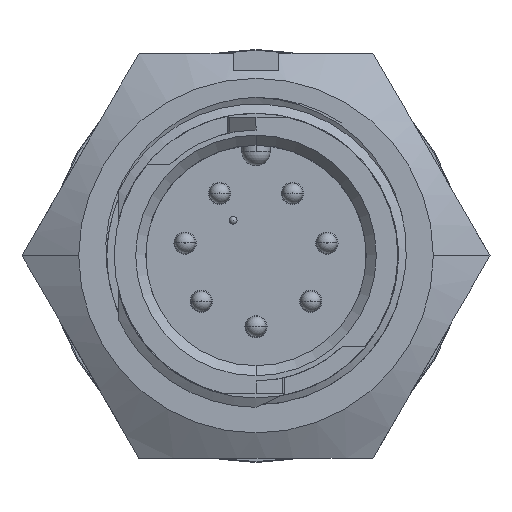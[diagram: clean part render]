
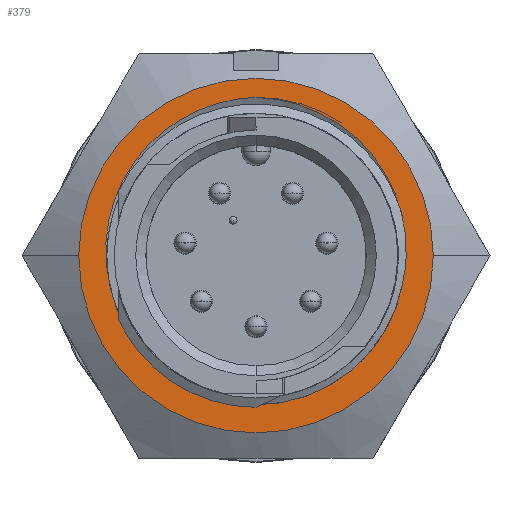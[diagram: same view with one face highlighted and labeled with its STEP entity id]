
A CAD part, top view. The second image highlights one B-rep face of the part: STEP entity #379.
In plain terms, the highlighted planar face has unit normal (0, 0, 1).
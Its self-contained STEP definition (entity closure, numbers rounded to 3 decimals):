
#42 = CARTESIAN_POINT ( 'NONE',  ( -7.534, -0.057, -5.28 ) ) ;
#43 = CARTESIAN_POINT ( 'NONE',  ( 2.774, 7.36, -5.28 ) ) ;
#103 = CARTESIAN_POINT ( 'NONE',  ( -2.248, 7.557, -5.28 ) ) ;
#159 = AXIS2_PLACEMENT_3D ( 'NONE', #3328, #671, #4287 ) ;
#226 = CARTESIAN_POINT ( 'NONE',  ( 4.269, 6.536, -5.28 ) ) ;
#285 = CARTESIAN_POINT ( 'NONE',  ( 1.136, 7.824, -5.28 ) ) ;
#300 = B_SPLINE_CURVE_WITH_KNOTS ( 'NONE', 3,
 ( #5936, #7007, #8979, #285, #9767, #1052, #43, #3913, #226, #7780, #2953, #4931, #7837, #10839, #6885, #11730, #3015, #11793, #9827, #1110 ),
 .UNSPECIFIED., .F., .F.,
 ( 4, 2, 2, 2, 2, 2, 2, 2, 2, 4 ),
 ( 0., 0.001, 0.002, 0.003, 0.005, 0.007, 0.009, 0.01, 0.012, 0.014 ),
 .UNSPECIFIED. ) ;
#322 = CARTESIAN_POINT ( 'NONE',  ( -5.866, -10.16, -5.28 ) ) ;
#379 = ADVANCED_FACE ( 'NONE', ( #7871, #6026 ), #8058, .F. ) ;
#602 = EDGE_CURVE ( 'NONE', #11160, #11810, #4983, .T. ) ;
#671 = DIRECTION ( 'NONE',  ( 0., 0., -1. ) ) ;
#950 = DIRECTION ( 'NONE',  ( 0., 0., -1. ) ) ;
#1052 = CARTESIAN_POINT ( 'NONE',  ( 2.242, 7.558, -5.28 ) ) ;
#1110 = CARTESIAN_POINT ( 'NONE',  ( 7.334, -1.47, -5.28 ) ) ;
#1166 = CIRCLE ( 'NONE', #8680, 8.89 ) ;
#1170 = CARTESIAN_POINT ( 'NONE',  ( -6.251, 4.521, -5.28 ) ) ;
#1570 = B_SPLINE_CURVE_WITH_KNOTS ( 'NONE', 3,
 ( #6884, #5873, #5994, #10723, #42, #7901, #9826, #11666, #8798, #9766, #1170, #6827, #8978, #10894, #2075, #8919, #103, #9952, #11792, #3195 ),
 .UNSPECIFIED., .F., .F.,
 ( 4, 2, 2, 2, 2, 2, 2, 2, 2, 4 ),
 ( 0., 0.001, 0.002, 0.003, 0.005, 0.007, 0.009, 0.01, 0.012, 0.014 ),
 .UNSPECIFIED. ) ;
#1946 = DIRECTION ( 'NONE',  ( 1., 0., 0. ) ) ;
#1994 = CIRCLE ( 'NONE', #159, 8.89 ) ;
#2075 = CARTESIAN_POINT ( 'NONE',  ( -3.795, 6.844, -5.28 ) ) ;
#2159 = CARTESIAN_POINT ( 'NONE',  ( 0., 7.938, -5.28 ) ) ;
#2953 = CARTESIAN_POINT ( 'NONE',  ( 5.55, 5.413, -5.28 ) ) ;
#3015 = CARTESIAN_POINT ( 'NONE',  ( 7.537, 0.781, -5.28 ) ) ;
#3046 = DIRECTION ( 'NONE',  ( 0., 0., -1. ) ) ;
#3195 = CARTESIAN_POINT ( 'NONE',  ( 0., 7.938, -5.28 ) ) ;
#3288 = CARTESIAN_POINT ( 'NONE',  ( -8.89, 0., -5.28 ) ) ;
#3298 = EDGE_CURVE ( 'NONE', #10675, #6479, #1166, .T. ) ;
#3328 = CARTESIAN_POINT ( 'NONE',  ( 0., 0., -5.28 ) ) ;
#3483 = CARTESIAN_POINT ( 'NONE',  ( 7.334, -1.47, -5.28 ) ) ;
#3520 = EDGE_CURVE ( 'NONE', #6479, #10675, #1994, .T. ) ;
#3748 = DIRECTION ( 'NONE',  ( -1., 0., 0. ) ) ;
#3913 = CARTESIAN_POINT ( 'NONE',  ( 3.795, 6.845, -5.28 ) ) ;
#4091 = ORIENTED_EDGE ( 'NONE', *, *, #3298, .F. ) ;
#4287 = DIRECTION ( 'NONE',  ( -1., 0., 0. ) ) ;
#4931 = CARTESIAN_POINT ( 'NONE',  ( 6.255, 4.516, -5.28 ) ) ;
#4983 = CIRCLE ( 'NONE', #7403, 7.48 ) ;
#5798 = AXIS2_PLACEMENT_3D ( 'NONE', #322, #3046, #9922 ) ;
#5873 = CARTESIAN_POINT ( 'NONE',  ( -7.4, -1.192, -5.28 ) ) ;
#5896 = EDGE_CURVE ( 'NONE', #9443, #11810, #300, .T. ) ;
#5936 = CARTESIAN_POINT ( 'NONE',  ( 0., 7.938, -5.28 ) ) ;
#5994 = CARTESIAN_POINT ( 'NONE',  ( -7.45, -0.91, -5.28 ) ) ;
#6026 = FACE_OUTER_BOUND ( 'NONE', #11711, .T. ) ;
#6479 = VERTEX_POINT ( 'NONE', #3288 ) ;
#6659 = CARTESIAN_POINT ( 'NONE',  ( 0., 0., -5.28 ) ) ;
#6692 = CARTESIAN_POINT ( 'NONE',  ( 0., 0., -5.28 ) ) ;
#6827 = CARTESIAN_POINT ( 'NONE',  ( -5.552, 5.41, -5.28 ) ) ;
#6884 = CARTESIAN_POINT ( 'NONE',  ( -7.334, -1.47, -5.28 ) ) ;
#6885 = CARTESIAN_POINT ( 'NONE',  ( 7.23, 2.457, -5.28 ) ) ;
#7007 = CARTESIAN_POINT ( 'NONE',  ( 0.286, 7.929, -5.28 ) ) ;
#7281 = EDGE_LOOP ( 'NONE', ( #10533, #7317, #9516 ) ) ;
#7317 = ORIENTED_EDGE ( 'NONE', *, *, #5896, .T. ) ;
#7403 = AXIS2_PLACEMENT_3D ( 'NONE', #6692, #10590, #1946 ) ;
#7584 = CARTESIAN_POINT ( 'NONE',  ( 8.89, 0., -5.28 ) ) ;
#7780 = CARTESIAN_POINT ( 'NONE',  ( 5.145, 5.822, -5.28 ) ) ;
#7837 = CARTESIAN_POINT ( 'NONE',  ( 6.557, 4.028, -5.28 ) ) ;
#7871 = FACE_BOUND ( 'NONE', #7281, .T. ) ;
#7901 = CARTESIAN_POINT ( 'NONE',  ( -7.536, 0.794, -5.28 ) ) ;
#8058 = PLANE ( 'NONE',  #5798 ) ;
#8680 = AXIS2_PLACEMENT_3D ( 'NONE', #6659, #950, #3748 ) ;
#8798 = CARTESIAN_POINT ( 'NONE',  ( -7.04, 3.009, -5.28 ) ) ;
#8919 = CARTESIAN_POINT ( 'NONE',  ( -2.787, 7.354, -5.28 ) ) ;
#8978 = CARTESIAN_POINT ( 'NONE',  ( -5.156, 5.813, -5.28 ) ) ;
#8979 = CARTESIAN_POINT ( 'NONE',  ( 0.57, 7.904, -5.28 ) ) ;
#9443 = VERTEX_POINT ( 'NONE', #2159 ) ;
#9516 = ORIENTED_EDGE ( 'NONE', *, *, #602, .F. ) ;
#9731 = ORIENTED_EDGE ( 'NONE', *, *, #3520, .F. ) ;
#9766 = CARTESIAN_POINT ( 'NONE',  ( -6.555, 4.03, -5.28 ) ) ;
#9767 = CARTESIAN_POINT ( 'NONE',  ( 1.417, 7.769, -5.28 ) ) ;
#9826 = CARTESIAN_POINT ( 'NONE',  ( -7.475, 1.358, -5.28 ) ) ;
#9827 = CARTESIAN_POINT ( 'NONE',  ( 7.466, -0.913, -5.28 ) ) ;
#9922 = DIRECTION ( 'NONE',  ( -1., 0., 0. ) ) ;
#9952 = CARTESIAN_POINT ( 'NONE',  ( -1.142, 7.839, -5.28 ) ) ;
#10533 = ORIENTED_EDGE ( 'NONE', *, *, #10987, .T. ) ;
#10590 = DIRECTION ( 'NONE',  ( 0., 0., 1. ) ) ;
#10675 = VERTEX_POINT ( 'NONE', #7584 ) ;
#10723 = CARTESIAN_POINT ( 'NONE',  ( -7.517, -0.343, -5.28 ) ) ;
#10839 = CARTESIAN_POINT ( 'NONE',  ( 7.047, 2.994, -5.28 ) ) ;
#10894 = CARTESIAN_POINT ( 'NONE',  ( -4.27, 6.536, -5.28 ) ) ;
#10987 = EDGE_CURVE ( 'NONE', #11160, #9443, #1570, .T. ) ;
#11160 = VERTEX_POINT ( 'NONE', #12041 ) ;
#11666 = CARTESIAN_POINT ( 'NONE',  ( -7.225, 2.475, -5.28 ) ) ;
#11711 = EDGE_LOOP ( 'NONE', ( #9731, #4091 ) ) ;
#11730 = CARTESIAN_POINT ( 'NONE',  ( 7.475, 1.355, -5.28 ) ) ;
#11792 = CARTESIAN_POINT ( 'NONE',  ( -0.572, 7.92, -5.28 ) ) ;
#11793 = CARTESIAN_POINT ( 'NONE',  ( 7.532, -0.351, -5.28 ) ) ;
#11810 = VERTEX_POINT ( 'NONE', #3483 ) ;
#12041 = CARTESIAN_POINT ( 'NONE',  ( -7.334, -1.47, -5.28 ) ) ;
